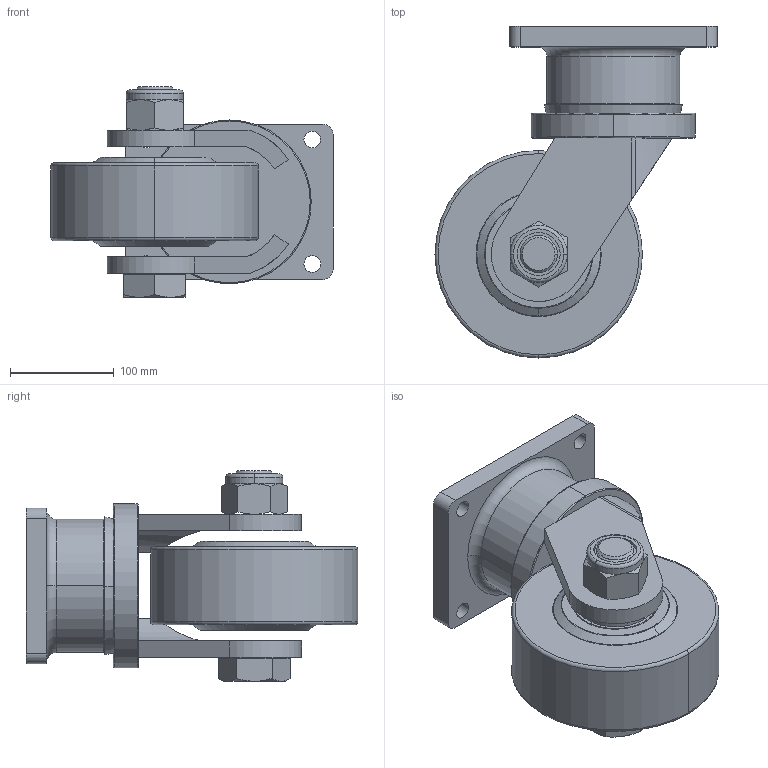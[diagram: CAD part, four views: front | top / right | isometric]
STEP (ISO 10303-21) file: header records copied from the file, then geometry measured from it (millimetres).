
FILE_DESCRIPTION (( 'STEP AP203' ), '1' );
FILE_NAME ('S866.STEP', '2020-02-25T05:34:26', ( '' ), ( '' ), 'SwSTEP 2.0', 'SolidWorks 2013', '' );
FILE_SCHEMA (( 'CONFIG_CONTROL_DESIGN' ));
Length unit declared in the file: millimetre
Products named in the file (1): S866
Bounding box: 272 x 320 x 203 mm (x, y, z)
Surface area: 338304.9 mm2 (no closed solid volume)
Topology: 0 solids, 13 shells, 138 faces, 344 edges, 222 vertices
Faces by surface type: plane 46, cylinder 44, torus 26, cone 22
Entity records: 4416 total; most frequent: CARTESIAN_POINT 969, DIRECTION 776, ORIENTED_EDGE 625, EDGE_CURVE 344, AXIS2_PLACEMENT_3D 329, VERTEX_POINT 222, CIRCLE 190, EDGE_LOOP 162
